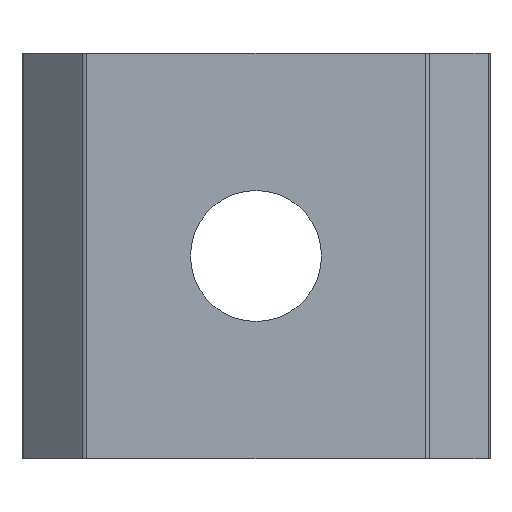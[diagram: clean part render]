
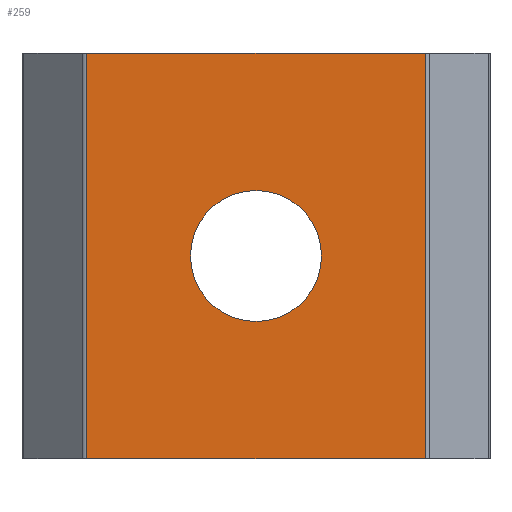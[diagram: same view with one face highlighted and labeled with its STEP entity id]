
A CAD part, front view. The second image highlights one B-rep face of the part: STEP entity #259.
In plain terms, the highlighted planar face has unit normal (0, -1, 0).
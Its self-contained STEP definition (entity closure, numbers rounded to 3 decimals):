
#19 = ORIENTED_EDGE ( 'NONE', *, *, #356, .T. ) ;
#22 = DIRECTION ( 'NONE',  ( 0., 1., 0. ) ) ;
#58 = DIRECTION ( 'NONE',  ( 0., 0., -1. ) ) ;
#68 = CARTESIAN_POINT ( 'NONE',  ( -5.417, -8., 0. ) ) ;
#71 = VECTOR ( 'NONE', #347, 1000. ) ;
#76 = VECTOR ( 'NONE', #373, 1000. ) ;
#78 = DIRECTION ( 'NONE',  ( 0., 1., 0. ) ) ;
#96 = VERTEX_POINT ( 'NONE', #68 ) ;
#109 = AXIS2_PLACEMENT_3D ( 'NONE', #420, #22, #483 ) ;
#143 = CARTESIAN_POINT ( 'NONE',  ( -5.5, -8., 13. ) ) ;
#152 = FACE_BOUND ( 'NONE', #221, .T. ) ;
#157 = CARTESIAN_POINT ( 'NONE',  ( 0., -8., 4.4 ) ) ;
#160 = CARTESIAN_POINT ( 'NONE',  ( 0., -8., 8.6 ) ) ;
#176 = VECTOR ( 'NONE', #497, 1000. ) ;
#178 = EDGE_CURVE ( 'NONE', #411, #96, #189, .T. ) ;
#189 = LINE ( 'NONE', #389, #341 ) ;
#221 = EDGE_LOOP ( 'NONE', ( #413, #283 ) ) ;
#249 = LINE ( 'NONE', #279, #71 ) ;
#259 = ADVANCED_FACE ( 'NONE', ( #152, #706 ), #608, .F. ) ;
#279 = CARTESIAN_POINT ( 'NONE',  ( -5.5, -8., 0. ) ) ;
#283 = ORIENTED_EDGE ( 'NONE', *, *, #310, .T. ) ;
#284 = CIRCLE ( 'NONE', #672, 2.1 ) ;
#301 = VERTEX_POINT ( 'NONE', #602 ) ;
#310 = EDGE_CURVE ( 'NONE', #753, #852, #284, .T. ) ;
#341 = VECTOR ( 'NONE', #58, 1000. ) ;
#347 = DIRECTION ( 'NONE',  ( 1., 0., 0. ) ) ;
#350 = DIRECTION ( 'NONE',  ( -1., 0., 0. ) ) ;
#356 = EDGE_CURVE ( 'NONE', #96, #604, #249, .T. ) ;
#373 = DIRECTION ( 'NONE',  ( 0., 0., 1. ) ) ;
#389 = CARTESIAN_POINT ( 'NONE',  ( -5.417, -8., 13. ) ) ;
#411 = VERTEX_POINT ( 'NONE', #575 ) ;
#413 = ORIENTED_EDGE ( 'NONE', *, *, #679, .T. ) ;
#420 = CARTESIAN_POINT ( 'NONE',  ( 0., -8., 6.5 ) ) ;
#426 = LINE ( 'NONE', #770, #76 ) ;
#445 = CIRCLE ( 'NONE', #109, 2.1 ) ;
#472 = CARTESIAN_POINT ( 'NONE',  ( 0., -8., 6.5 ) ) ;
#483 = DIRECTION ( 'NONE',  ( 0., 0., 1. ) ) ;
#497 = DIRECTION ( 'NONE',  ( 1., 0., 0. ) ) ;
#507 = CARTESIAN_POINT ( 'NONE',  ( 5.417, -8., 0. ) ) ;
#511 = ORIENTED_EDGE ( 'NONE', *, *, #854, .F. ) ;
#529 = LINE ( 'NONE', #564, #176 ) ;
#532 = EDGE_CURVE ( 'NONE', #604, #301, #426, .T. ) ;
#538 = DIRECTION ( 'NONE',  ( 0., 0., 1. ) ) ;
#564 = CARTESIAN_POINT ( 'NONE',  ( -5.5, -8., 13. ) ) ;
#575 = CARTESIAN_POINT ( 'NONE',  ( -5.417, -8., 13. ) ) ;
#602 = CARTESIAN_POINT ( 'NONE',  ( 5.417, -8., 13. ) ) ;
#604 = VERTEX_POINT ( 'NONE', #507 ) ;
#607 = ORIENTED_EDGE ( 'NONE', *, *, #532, .T. ) ;
#608 = PLANE ( 'NONE',  #625 ) ;
#625 = AXIS2_PLACEMENT_3D ( 'NONE', #143, #748, #350 ) ;
#672 = AXIS2_PLACEMENT_3D ( 'NONE', #472, #78, #538 ) ;
#679 = EDGE_CURVE ( 'NONE', #852, #753, #445, .T. ) ;
#680 = ORIENTED_EDGE ( 'NONE', *, *, #178, .T. ) ;
#706 = FACE_OUTER_BOUND ( 'NONE', #752, .T. ) ;
#748 = DIRECTION ( 'NONE',  ( 0., 1., 0. ) ) ;
#752 = EDGE_LOOP ( 'NONE', ( #511, #680, #19, #607 ) ) ;
#753 = VERTEX_POINT ( 'NONE', #157 ) ;
#770 = CARTESIAN_POINT ( 'NONE',  ( 5.417, -8., 13. ) ) ;
#852 = VERTEX_POINT ( 'NONE', #160 ) ;
#854 = EDGE_CURVE ( 'NONE', #411, #301, #529, .T. ) ;
